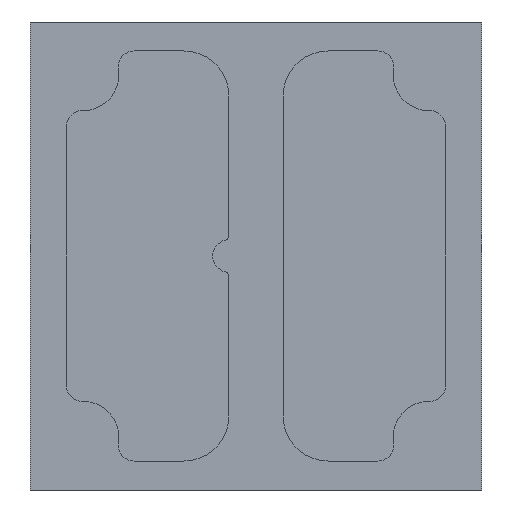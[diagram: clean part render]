
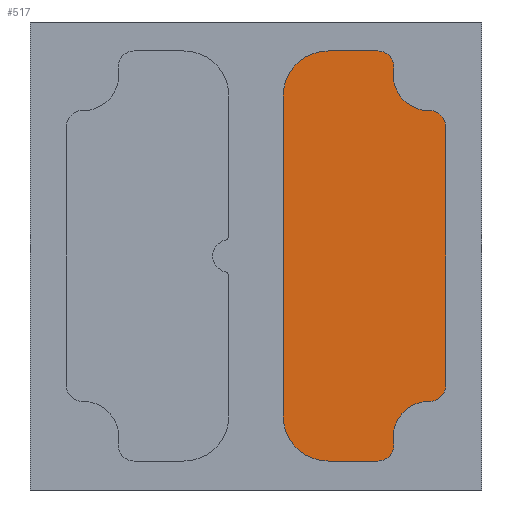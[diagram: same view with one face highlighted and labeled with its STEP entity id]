
A CAD part, front view. The second image highlights one B-rep face of the part: STEP entity #517.
In plain terms, the highlighted planar face has unit normal (0, -1, 0).
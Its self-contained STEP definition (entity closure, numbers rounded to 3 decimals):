
#10 = CIRCLE ( 'NONE', #1016, 0.18 ) ;
#20 = CARTESIAN_POINT ( 'NONE',  ( 0.8, 0.001, 1.77 ) ) ;
#47 = CARTESIAN_POINT ( 'NONE',  ( 2.1, 0.001, -1.43 ) ) ;
#73 = DIRECTION ( 'NONE',  ( 0., 0., 1. ) ) ;
#102 = VERTEX_POINT ( 'NONE', #711 ) ;
#107 = EDGE_CURVE ( 'NONE', #130, #963, #862, .T. ) ;
#124 = ORIENTED_EDGE ( 'NONE', *, *, #1286, .T. ) ;
#130 = VERTEX_POINT ( 'NONE', #925 ) ;
#137 = DIRECTION ( 'NONE',  ( 0., -1., 0. ) ) ;
#173 = DIRECTION ( 'NONE',  ( 0., 0., -1. ) ) ;
#175 = CARTESIAN_POINT ( 'NONE',  ( 0.8, 0.001, 2.27 ) ) ;
#204 = DIRECTION ( 'NONE',  ( 0., -1., 0. ) ) ;
#205 = CIRCLE ( 'NONE', #1417, 0.18 ) ;
#222 = ORIENTED_EDGE ( 'NONE', *, *, #520, .T. ) ;
#223 = EDGE_CURVE ( 'NONE', #406, #1295, #526, .T. ) ;
#241 = ORIENTED_EDGE ( 'NONE', *, *, #641, .T. ) ;
#254 = VERTEX_POINT ( 'NONE', #640 ) ;
#255 = AXIS2_PLACEMENT_3D ( 'NONE', #411, #1088, #299 ) ;
#266 = DIRECTION ( 'NONE',  ( 0., -1., 0. ) ) ;
#274 = CIRCLE ( 'NONE', #949, 0.18 ) ;
#299 = DIRECTION ( 'NONE',  ( 0., 0., -1. ) ) ;
#311 = LINE ( 'NONE', #1451, #1461 ) ;
#323 = EDGE_CURVE ( 'NONE', #624, #406, #274, .T. ) ;
#324 = CARTESIAN_POINT ( 'NONE',  ( 1.91, 0.001, 2. ) ) ;
#330 = CIRCLE ( 'NONE', #1078, 0.39 ) ;
#349 = EDGE_LOOP ( 'NONE', ( #733, #761, #527, #942, #1249, #222, #555, #1150, #485, #1227, #745, #241, #1038, #124 ) ) ;
#360 = CIRCLE ( 'NONE', #255, 0.39 ) ;
#362 = AXIS2_PLACEMENT_3D ( 'NONE', #324, #784, #890 ) ;
#363 = CARTESIAN_POINT ( 'NONE',  ( 1.92, 0.001, 1.43 ) ) ;
#390 = DIRECTION ( 'NONE',  ( 0., 0., -1. ) ) ;
#393 = EDGE_CURVE ( 'NONE', #1439, #704, #205, .T. ) ;
#406 = VERTEX_POINT ( 'NONE', #47 ) ;
#411 = CARTESIAN_POINT ( 'NONE',  ( 1.91, 0.001, 2. ) ) ;
#413 = DIRECTION ( 'NONE',  ( 0., 0., -1. ) ) ;
#419 = LINE ( 'NONE', #1255, #1332 ) ;
#429 = CARTESIAN_POINT ( 'NONE',  ( 2.1, 0.001, 1.43 ) ) ;
#437 = DIRECTION ( 'NONE',  ( 0., 1., 0. ) ) ;
#452 = LINE ( 'NONE', #532, #1328 ) ;
#478 = DIRECTION ( 'NONE',  ( 0., -1., 0. ) ) ;
#485 = ORIENTED_EDGE ( 'NONE', *, *, #223, .T. ) ;
#498 = CARTESIAN_POINT ( 'NONE',  ( 1.347, 0.001, -2.09 ) ) ;
#517 = ADVANCED_FACE ( 'NONE', ( #1245 ), #882, .T. ) ;
#520 = EDGE_CURVE ( 'NONE', #704, #102, #330, .T. ) ;
#526 = LINE ( 'NONE', #429, #718 ) ;
#527 = ORIENTED_EDGE ( 'NONE', *, *, #107, .T. ) ;
#532 = CARTESIAN_POINT ( 'NONE',  ( 0.8, 0.001, 2.27 ) ) ;
#537 = DIRECTION ( 'NONE',  ( -1., 0., 0. ) ) ;
#538 = EDGE_CURVE ( 'NONE', #1428, #577, #628, .T. ) ;
#539 = DIRECTION ( 'NONE',  ( 0., 0., -1. ) ) ;
#554 = DIRECTION ( 'NONE',  ( 0., 0., -1. ) ) ;
#555 = ORIENTED_EDGE ( 'NONE', *, *, #1045, .T. ) ;
#575 = CARTESIAN_POINT ( 'NONE',  ( 0.3, 0.001, 1.77 ) ) ;
#577 = VERTEX_POINT ( 'NONE', #575 ) ;
#607 = CIRCLE ( 'NONE', #896, 0.18 ) ;
#619 = EDGE_CURVE ( 'NONE', #635, #1248, #1126, .T. ) ;
#624 = VERTEX_POINT ( 'NONE', #1359 ) ;
#628 = CIRCLE ( 'NONE', #1237, 0.5 ) ;
#635 = VERTEX_POINT ( 'NONE', #894 ) ;
#640 = CARTESIAN_POINT ( 'NONE',  ( 1.917, 0.001, 1.61 ) ) ;
#641 = EDGE_CURVE ( 'NONE', #842, #635, #755, .T. ) ;
#673 = CARTESIAN_POINT ( 'NONE',  ( 1.347, 0.001, 2.09 ) ) ;
#677 = EDGE_CURVE ( 'NONE', #963, #1439, #419, .T. ) ;
#689 = DIRECTION ( 'NONE',  ( 0., -1., 0. ) ) ;
#704 = VERTEX_POINT ( 'NONE', #1263 ) ;
#711 = CARTESIAN_POINT ( 'NONE',  ( 1.917, 0.001, -1.61 ) ) ;
#718 = VECTOR ( 'NONE', #73, 1000. ) ;
#733 = ORIENTED_EDGE ( 'NONE', *, *, #538, .T. ) ;
#745 = ORIENTED_EDGE ( 'NONE', *, *, #931, .T. ) ;
#748 = EDGE_CURVE ( 'NONE', #1295, #254, #607, .T. ) ;
#755 = CIRCLE ( 'NONE', #362, 0.39 ) ;
#761 = ORIENTED_EDGE ( 'NONE', *, *, #1456, .T. ) ;
#784 = DIRECTION ( 'NONE',  ( 0., 1., 0. ) ) ;
#799 = DIRECTION ( 'NONE',  ( 1., 0., 0. ) ) ;
#816 = DIRECTION ( 'NONE',  ( 0., 0., -1. ) ) ;
#842 = VERTEX_POINT ( 'NONE', #1470 ) ;
#862 = CIRCLE ( 'NONE', #1217, 0.5 ) ;
#882 = PLANE ( 'NONE',  #1152 ) ;
#888 = DIRECTION ( 'NONE',  ( 0., 0., -1. ) ) ;
#890 = DIRECTION ( 'NONE',  ( 0., 0., -1. ) ) ;
#894 = CARTESIAN_POINT ( 'NONE',  ( 1.525, 0.001, 2.062 ) ) ;
#896 = AXIS2_PLACEMENT_3D ( 'NONE', #363, #478, #1281 ) ;
#925 = CARTESIAN_POINT ( 'NONE',  ( 0.3, 0.001, -1.77 ) ) ;
#931 = EDGE_CURVE ( 'NONE', #254, #842, #360, .T. ) ;
#932 = CARTESIAN_POINT ( 'NONE',  ( 0.8, 0.001, -1.77 ) ) ;
#942 = ORIENTED_EDGE ( 'NONE', *, *, #677, .T. ) ;
#945 = DIRECTION ( 'NONE',  ( 0., 0., -1. ) ) ;
#949 = AXIS2_PLACEMENT_3D ( 'NONE', #1084, #967, #173 ) ;
#963 = VERTEX_POINT ( 'NONE', #1205 ) ;
#967 = DIRECTION ( 'NONE',  ( 0., -1., 0. ) ) ;
#992 = CARTESIAN_POINT ( 'NONE',  ( 0.8, 0.001, 1.77 ) ) ;
#1005 = CARTESIAN_POINT ( 'NONE',  ( 1.347, 0.001, 2.27 ) ) ;
#1010 = DIRECTION ( 'NONE',  ( 0., -1., 0. ) ) ;
#1016 = AXIS2_PLACEMENT_3D ( 'NONE', #1061, #266, #945 ) ;
#1038 = ORIENTED_EDGE ( 'NONE', *, *, #619, .T. ) ;
#1045 = EDGE_CURVE ( 'NONE', #102, #624, #10, .T. ) ;
#1061 = CARTESIAN_POINT ( 'NONE',  ( 1.92, 0.001, -1.43 ) ) ;
#1078 = AXIS2_PLACEMENT_3D ( 'NONE', #1116, #437, #539 ) ;
#1084 = CARTESIAN_POINT ( 'NONE',  ( 1.92, 0.001, -1.43 ) ) ;
#1088 = DIRECTION ( 'NONE',  ( 0., 1., 0. ) ) ;
#1116 = CARTESIAN_POINT ( 'NONE',  ( 1.91, 0.001, -2. ) ) ;
#1126 = CIRCLE ( 'NONE', #1389, 0.18 ) ;
#1150 = ORIENTED_EDGE ( 'NONE', *, *, #323, .T. ) ;
#1152 = AXIS2_PLACEMENT_3D ( 'NONE', #992, #204, #888 ) ;
#1185 = DIRECTION ( 'NONE',  ( 0., -1., 0. ) ) ;
#1191 = CARTESIAN_POINT ( 'NONE',  ( 2.1, 0.001, 1.43 ) ) ;
#1205 = CARTESIAN_POINT ( 'NONE',  ( 0.8, 0.001, -2.27 ) ) ;
#1211 = CARTESIAN_POINT ( 'NONE',  ( 1.347, 0.001, -2.27 ) ) ;
#1217 = AXIS2_PLACEMENT_3D ( 'NONE', #932, #137, #816 ) ;
#1227 = ORIENTED_EDGE ( 'NONE', *, *, #748, .T. ) ;
#1237 = AXIS2_PLACEMENT_3D ( 'NONE', #20, #689, #1383 ) ;
#1245 = FACE_OUTER_BOUND ( 'NONE', #349, .T. ) ;
#1248 = VERTEX_POINT ( 'NONE', #1005 ) ;
#1249 = ORIENTED_EDGE ( 'NONE', *, *, #393, .T. ) ;
#1255 = CARTESIAN_POINT ( 'NONE',  ( 1.347, 0.001, -2.27 ) ) ;
#1263 = CARTESIAN_POINT ( 'NONE',  ( 1.525, 0.001, -2.062 ) ) ;
#1281 = DIRECTION ( 'NONE',  ( 0., 0., -1. ) ) ;
#1286 = EDGE_CURVE ( 'NONE', #1248, #1428, #452, .T. ) ;
#1295 = VERTEX_POINT ( 'NONE', #1191 ) ;
#1328 = VECTOR ( 'NONE', #537, 1000. ) ;
#1332 = VECTOR ( 'NONE', #799, 1000. ) ;
#1359 = CARTESIAN_POINT ( 'NONE',  ( 1.92, 0.001, -1.61 ) ) ;
#1383 = DIRECTION ( 'NONE',  ( 0., 0., -1. ) ) ;
#1389 = AXIS2_PLACEMENT_3D ( 'NONE', #673, #1010, #554 ) ;
#1417 = AXIS2_PLACEMENT_3D ( 'NONE', #498, #1185, #390 ) ;
#1428 = VERTEX_POINT ( 'NONE', #175 ) ;
#1439 = VERTEX_POINT ( 'NONE', #1211 ) ;
#1451 = CARTESIAN_POINT ( 'NONE',  ( 0.3, 0.001, 1.77 ) ) ;
#1456 = EDGE_CURVE ( 'NONE', #577, #130, #311, .T. ) ;
#1461 = VECTOR ( 'NONE', #413, 1000. ) ;
#1470 = CARTESIAN_POINT ( 'NONE',  ( 1.91, 0.001, 1.61 ) ) ;
